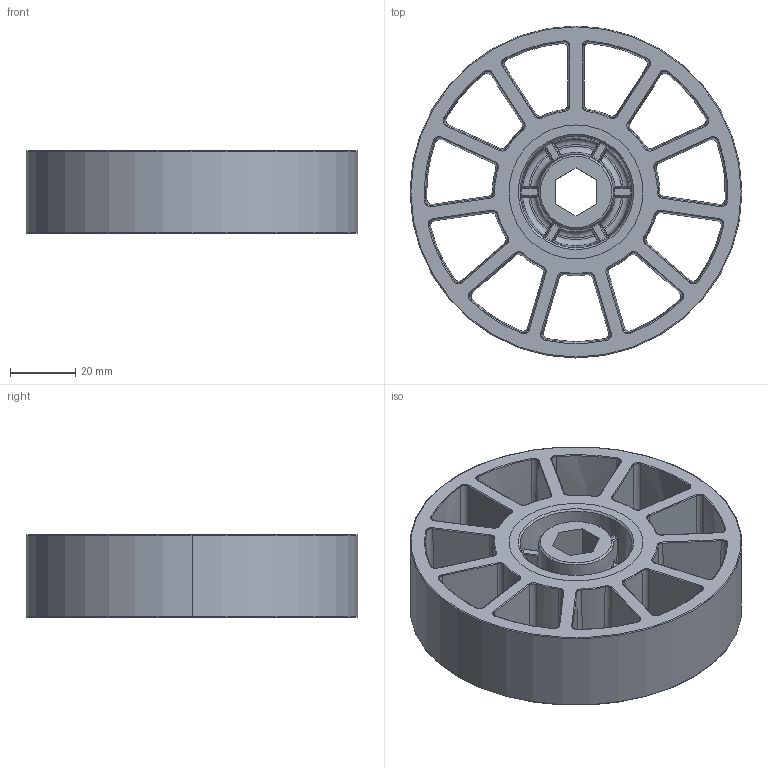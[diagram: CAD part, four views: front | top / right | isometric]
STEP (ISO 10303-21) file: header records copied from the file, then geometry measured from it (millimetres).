
FILE_DESCRIPTION (( 'STEP AP203' ), '1' );
FILE_NAME ('am-3480 4IN 500Hex Bore Compliant Wheel REV2.STEP', '2019-10-29T20:47:33', ( '' ), ( '' ), 'SwSTEP 2.0', 'SolidWorks 2019', '' );
FILE_SCHEMA (( 'CONFIG_CONTROL_DESIGN' ));
Length unit declared in the file: inch
Products named in the file (5): 2in Wheel Intergrated 0500 HEX Hub; 4IN Compliant Wheel FINAL Overmold; am-3480 4IN 500Hex Bore Compliant Wheel REV2
Assembly tree (2 placements, depth 2):
  am-3480 4IN 500Hex Bore Compliant Wheel REV2
    4IN Compliant Wheel FINAL Overmold
    2in Wheel Intergrated 0500 HEX Hub
  2in Wheel Intergrated 0500 HEX Hub
  4IN Compliant Wheel FINAL Overmold
Bounding box: 101.6 x 101.6 x 25.4 mm (x, y, z)
Volume: 104173.7 mm3; surface area: 47924.8 mm2
Topology: 2 solids, 2 shells, 460 faces, 1077 edges, 622 vertices
Faces by surface type: bspline 204, torus 89, cylinder 70, plane 57, cone 40
Entity records: 20987 total; most frequent: CARTESIAN_POINT 11300, ORIENTED_EDGE 2154, DIRECTION 1686, EDGE_CURVE 1077, AXIS2_PLACEMENT_3D 756, VERTEX_POINT 622, CIRCLE 494, EDGE_LOOP 487
